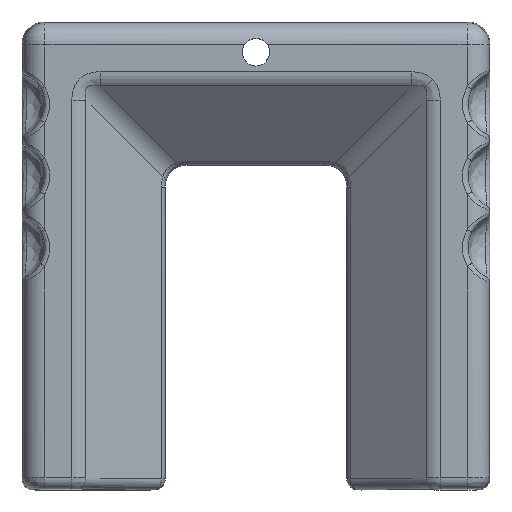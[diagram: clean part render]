
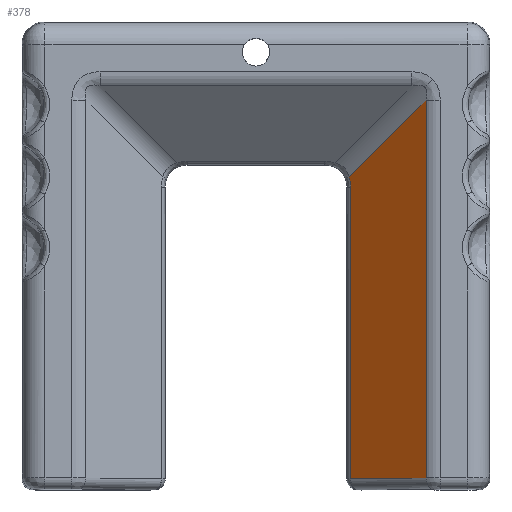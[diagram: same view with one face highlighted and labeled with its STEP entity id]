
A CAD part, front view. The second image highlights one B-rep face of the part: STEP entity #378.
In plain terms, the highlighted planar face has unit normal (-0.643, -0.766, 0).
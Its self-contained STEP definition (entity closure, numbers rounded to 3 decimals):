
#378=ADVANCED_FACE('',(#1637),#1636,.T.);
#1636=PLANE('',#7177);
#1637=FACE_OUTER_BOUND('',#7178,.T.);
#7174=CARTESIAN_POINT('',(15.526,-0.683,-63.88));
#7175=DIRECTION('',(-0.643,-0.766,0.));
#7176=DIRECTION('',(0.766,-0.643,0.));
#7177=AXIS2_PLACEMENT_3D('',#7174,#7175,#7176);
#7178=EDGE_LOOP('',(#8499,#8500,#8501,#8502,#8503));
#8499=ORIENTED_EDGE('',*,*,#9083,.F.);
#8500=ORIENTED_EDGE('',*,*,#9088,.F.);
#8501=ORIENTED_EDGE('',*,*,#9239,.F.);
#8502=ORIENTED_EDGE('',*,*,#9252,.F.);
#8503=ORIENTED_EDGE('',*,*,#9246,.F.);
#9083=EDGE_CURVE('',#10360,#10334,#10368,.T.);
#9088=EDGE_CURVE('',#10395,#10360,#10402,.T.);
#9239=EDGE_CURVE('',#11389,#10395,#11408,.T.);
#9246=EDGE_CURVE('',#10334,#11453,#11454,.T.);
#9252=EDGE_CURVE('',#11453,#11389,#11493,.T.);
#10334=VERTEX_POINT('',#13593);
#10360=VERTEX_POINT('',#13611);
#10368=(BOUNDED_CURVE() B_SPLINE_CURVE(2,(#13617,#13618,#13619),.UNSPECIFIED.,.F.,.F.) B_SPLINE_CURVE_WITH_KNOTS((3,3),(0.,1.),.UNSPECIFIED.) CURVE() GEOMETRIC_REPRESENTATION_ITEM() RATIONAL_B_SPLINE_CURVE((1.,0.988,1.)) REPRESENTATION_ITEM('') );
#10395=VERTEX_POINT('',#13634);
#10402=LINE('',#13639,#13640);
#11389=VERTEX_POINT('',#14547);
#11408=LINE('',#14560,#14561);
#11453=VERTEX_POINT('',#14585);
#11454=LINE('',#14586,#14587);
#11493=LINE('',#14609,#14610);
#13593=CARTESIAN_POINT('',(16.922,-1.854,-2.148));
#13611=CARTESIAN_POINT('',(17.215,-2.099,-4.));
#13617=CARTESIAN_POINT('',(17.215,-2.099,-4.));
#13618=CARTESIAN_POINT('',(17.215,-2.099,-3.051));
#13619=CARTESIAN_POINT('',(16.922,-1.854,-2.148));
#13634=CARTESIAN_POINT('',(17.215,-2.099,-56.999));
#13639=CARTESIAN_POINT('',(17.215,-2.099,-56.999));
#13640=VECTOR('',#13641,52.999);
#13641=DIRECTION('',(0.,0.,1.));
#14547=CARTESIAN_POINT('',(30.885,-13.565,-56.798));
#14560=CARTESIAN_POINT('',(30.885,-13.565,-56.798));
#14561=VECTOR('',#14562,17.843);
#14562=DIRECTION('',(-0.766,0.643,-0.011));
#14585=CARTESIAN_POINT('',(30.885,-13.565,11.814));
#14586=CARTESIAN_POINT('',(16.922,-1.854,-2.148));
#14587=VECTOR('',#14588,22.958);
#14588=DIRECTION('',(0.608,-0.51,0.608));
#14609=CARTESIAN_POINT('',(30.885,-13.565,11.814));
#14610=VECTOR('',#14611,68.613);
#14611=DIRECTION('',(0.,0.,-1.));
